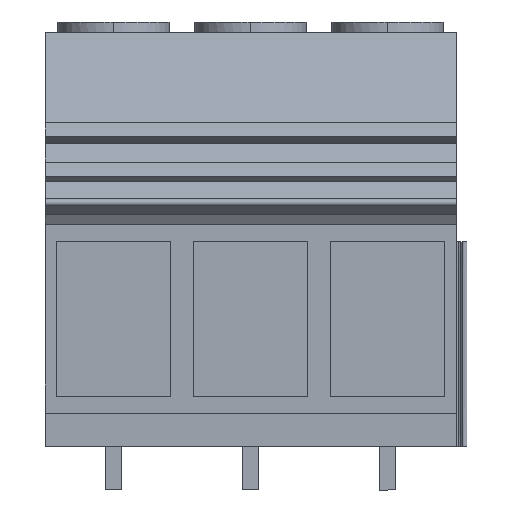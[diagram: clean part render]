
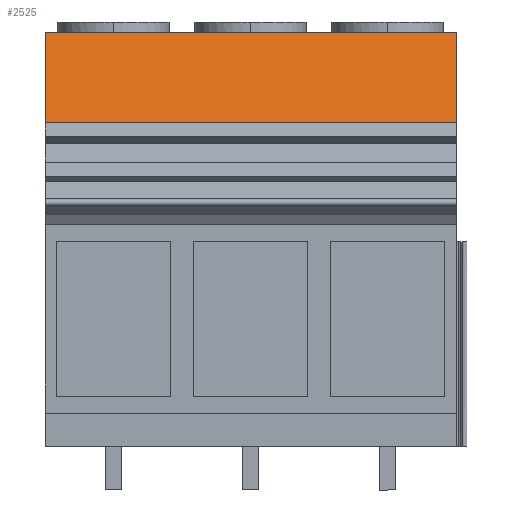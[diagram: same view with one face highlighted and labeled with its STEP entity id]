
A CAD part, front view. The second image highlights one B-rep face of the part: STEP entity #2525.
In plain terms, the highlighted planar face has unit normal (0, -0.966, 0.259).
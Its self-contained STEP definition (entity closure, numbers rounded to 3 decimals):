
#2505=AXIS2_PLACEMENT_3D('Plane Axis2P3D',#2502,#2503,#2504) ;
#692=CARTESIAN_POINT('Vertex',(0.,6.947,27.166)) ;
#695=CARTESIAN_POINT('Line Origine',(0.,7.853,30.546)) ;
#699=CARTESIAN_POINT('Vertex',(0.,8.758,33.925)) ;
#2487=CARTESIAN_POINT('Vertex',(30.48,6.947,27.166)) ;
#2490=CARTESIAN_POINT('Line Origine',(15.24,6.947,27.166)) ;
#2502=CARTESIAN_POINT('Axis2P3D Location',(-10.16,6.947,27.166)) ;
#2507=CARTESIAN_POINT('Line Origine',(30.48,7.853,30.546)) ;
#2511=CARTESIAN_POINT('Vertex',(30.48,8.758,33.925)) ;
#2514=CARTESIAN_POINT('Line Origine',(15.24,8.758,33.925)) ;
#696=DIRECTION('Vector Direction',(0.,0.259,0.966)) ;
#2491=DIRECTION('Vector Direction',(1.,0.,0.)) ;
#2503=DIRECTION('Axis2P3D Direction',(0.,0.966,-0.259)) ;
#2504=DIRECTION('Axis2P3D XDirection',(0.,0.259,0.966)) ;
#2508=DIRECTION('Vector Direction',(0.,0.259,0.966)) ;
#2515=DIRECTION('Vector Direction',(1.,0.,0.)) ;
#697=VECTOR('Line Direction',#696,1.) ;
#2492=VECTOR('Line Direction',#2491,1.) ;
#2509=VECTOR('Line Direction',#2508,1.) ;
#2516=VECTOR('Line Direction',#2515,1.) ;
#2520=ORIENTED_EDGE('',*,*,#2494,.T.) ;
#2521=ORIENTED_EDGE('',*,*,#2513,.T.) ;
#2522=ORIENTED_EDGE('',*,*,#2518,.F.) ;
#2523=ORIENTED_EDGE('',*,*,#701,.F.) ;
#2525=ADVANCED_FACE('HOUSING',(#2524),#2506,.F.) ;
#701=EDGE_CURVE('',#693,#700,#698,.T.) ;
#2494=EDGE_CURVE('',#693,#2488,#2493,.T.) ;
#2513=EDGE_CURVE('',#2488,#2512,#2510,.T.) ;
#2518=EDGE_CURVE('',#700,#2512,#2517,.T.) ;
#2519=EDGE_LOOP('',(#2520,#2521,#2522,#2523)) ;
#2524=FACE_OUTER_BOUND('',#2519,.T.) ;
#698=LINE('Line',#695,#697) ;
#2493=LINE('Line',#2490,#2492) ;
#2510=LINE('Line',#2507,#2509) ;
#2517=LINE('Line',#2514,#2516) ;
#2506=PLANE('',#2505) ;
#693=VERTEX_POINT('',#692) ;
#700=VERTEX_POINT('',#699) ;
#2488=VERTEX_POINT('',#2487) ;
#2512=VERTEX_POINT('',#2511) ;
